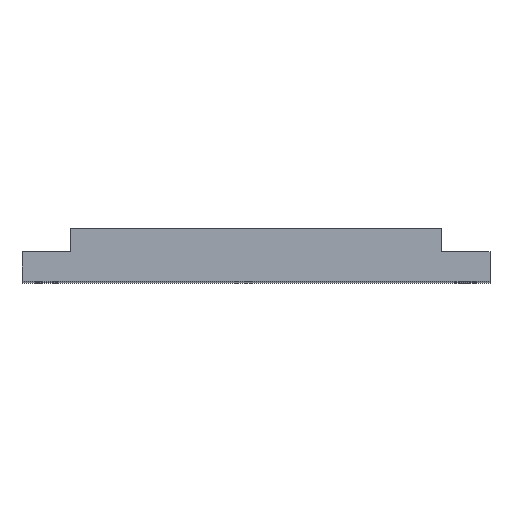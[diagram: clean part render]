
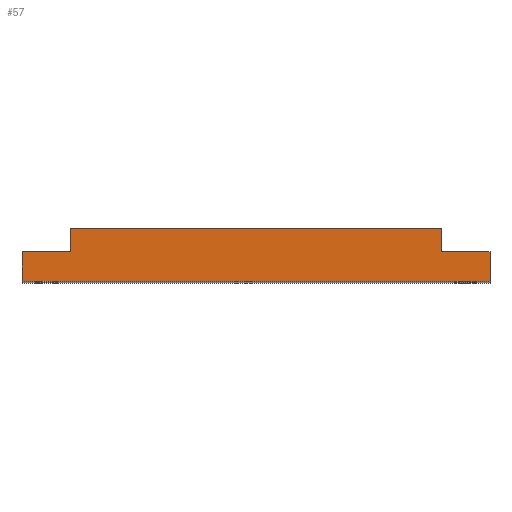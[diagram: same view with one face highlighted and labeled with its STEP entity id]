
A CAD part, top view. The second image highlights one B-rep face of the part: STEP entity #57.
In plain terms, the highlighted planar face has unit normal (0, 0, 1).
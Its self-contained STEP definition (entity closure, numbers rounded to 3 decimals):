
#57 = ADVANCED_FACE ( 'NONE', ( #952 ), #495, .F. ) ;
#69 = DIRECTION ( 'NONE',  ( 0., 0., -1. ) ) ;
#96 = DIRECTION ( 'NONE',  ( 1., 0., 0. ) ) ;
#97 = LINE ( 'NONE', #1023, #1805 ) ;
#109 = VERTEX_POINT ( 'NONE', #1834 ) ;
#146 = ORIENTED_EDGE ( 'NONE', *, *, #1794, .F. ) ;
#185 = LINE ( 'NONE', #1074, #684 ) ;
#186 = CARTESIAN_POINT ( 'NONE',  ( 9.8, 10.7, 250. ) ) ;
#238 = DIRECTION ( 'NONE',  ( 0., 1., 0. ) ) ;
#259 = AXIS2_PLACEMENT_3D ( 'NONE', #1390, #69, #1246 ) ;
#264 = LINE ( 'NONE', #745, #1279 ) ;
#317 = DIRECTION ( 'NONE',  ( 1., 0., 0. ) ) ;
#375 = EDGE_CURVE ( 'NONE', #1819, #109, #1044, .T. ) ;
#385 = CARTESIAN_POINT ( 'NONE',  ( 9.8, 6., 250. ) ) ;
#403 = VECTOR ( 'NONE', #895, 1000. ) ;
#411 = EDGE_CURVE ( 'NONE', #717, #1200, #185, .T. ) ;
#439 = ORIENTED_EDGE ( 'NONE', *, *, #1114, .T. ) ;
#440 = CARTESIAN_POINT ( 'NONE',  ( 95., 0., 250. ) ) ;
#445 = CARTESIAN_POINT ( 'NONE',  ( 9.8, 10.7, 250. ) ) ;
#446 = ORIENTED_EDGE ( 'NONE', *, *, #1523, .F. ) ;
#472 = DIRECTION ( 'NONE',  ( 1., 0., 0. ) ) ;
#495 = PLANE ( 'NONE',  #259 ) ;
#513 = CARTESIAN_POINT ( 'NONE',  ( 0., 0., 250. ) ) ;
#551 = EDGE_LOOP ( 'NONE', ( #888, #446, #576, #584, #146, #1206, #439, #1080 ) ) ;
#552 = LINE ( 'NONE', #513, #1043 ) ;
#576 = ORIENTED_EDGE ( 'NONE', *, *, #1453, .F. ) ;
#584 = ORIENTED_EDGE ( 'NONE', *, *, #411, .F. ) ;
#629 = EDGE_CURVE ( 'NONE', #1060, #822, #552, .T. ) ;
#684 = VECTOR ( 'NONE', #317, 1000. ) ;
#703 = VECTOR ( 'NONE', #1271, 1000. ) ;
#706 = DIRECTION ( 'NONE',  ( 0., 1., 0. ) ) ;
#714 = CARTESIAN_POINT ( 'NONE',  ( 9.8, 6., 250. ) ) ;
#717 = VERTEX_POINT ( 'NONE', #862 ) ;
#745 = CARTESIAN_POINT ( 'NONE',  ( 0., 0., 250. ) ) ;
#822 = VERTEX_POINT ( 'NONE', #440 ) ;
#862 = CARTESIAN_POINT ( 'NONE',  ( 0., 6., 250. ) ) ;
#888 = ORIENTED_EDGE ( 'NONE', *, *, #1343, .T. ) ;
#895 = DIRECTION ( 'NONE',  ( 1., 0., 0. ) ) ;
#952 = FACE_OUTER_BOUND ( 'NONE', #551, .T. ) ;
#1023 = CARTESIAN_POINT ( 'NONE',  ( 95., 0., 250. ) ) ;
#1043 = VECTOR ( 'NONE', #96, 1000. ) ;
#1044 = LINE ( 'NONE', #1633, #403 ) ;
#1060 = VERTEX_POINT ( 'NONE', #1274 ) ;
#1074 = CARTESIAN_POINT ( 'NONE',  ( 0., 6., 250. ) ) ;
#1080 = ORIENTED_EDGE ( 'NONE', *, *, #375, .F. ) ;
#1090 = CARTESIAN_POINT ( 'NONE',  ( 85.2, 6., 250. ) ) ;
#1110 = LINE ( 'NONE', #1090, #1564 ) ;
#1114 = EDGE_CURVE ( 'NONE', #822, #109, #97, .T. ) ;
#1200 = VERTEX_POINT ( 'NONE', #385 ) ;
#1206 = ORIENTED_EDGE ( 'NONE', *, *, #629, .T. ) ;
#1246 = DIRECTION ( 'NONE',  ( -1., 0., 0. ) ) ;
#1271 = DIRECTION ( 'NONE',  ( 0., 1., 0. ) ) ;
#1274 = CARTESIAN_POINT ( 'NONE',  ( 0., 0., 250. ) ) ;
#1279 = VECTOR ( 'NONE', #706, 1000. ) ;
#1343 = EDGE_CURVE ( 'NONE', #1819, #1763, #1110, .T. ) ;
#1390 = CARTESIAN_POINT ( 'NONE',  ( 0., 0., 250. ) ) ;
#1405 = DIRECTION ( 'NONE',  ( 0., 1., 0. ) ) ;
#1435 = LINE ( 'NONE', #714, #703 ) ;
#1453 = EDGE_CURVE ( 'NONE', #1200, #1886, #1435, .T. ) ;
#1482 = CARTESIAN_POINT ( 'NONE',  ( 85.2, 6., 250. ) ) ;
#1523 = EDGE_CURVE ( 'NONE', #1886, #1763, #1674, .T. ) ;
#1564 = VECTOR ( 'NONE', #1405, 1000. ) ;
#1633 = CARTESIAN_POINT ( 'NONE',  ( 85.2, 6., 250. ) ) ;
#1674 = LINE ( 'NONE', #186, #1752 ) ;
#1735 = CARTESIAN_POINT ( 'NONE',  ( 85.2, 10.7, 250. ) ) ;
#1752 = VECTOR ( 'NONE', #472, 1000. ) ;
#1763 = VERTEX_POINT ( 'NONE', #1735 ) ;
#1794 = EDGE_CURVE ( 'NONE', #1060, #717, #264, .T. ) ;
#1805 = VECTOR ( 'NONE', #238, 1000. ) ;
#1819 = VERTEX_POINT ( 'NONE', #1482 ) ;
#1834 = CARTESIAN_POINT ( 'NONE',  ( 95., 6., 250. ) ) ;
#1886 = VERTEX_POINT ( 'NONE', #445 ) ;
